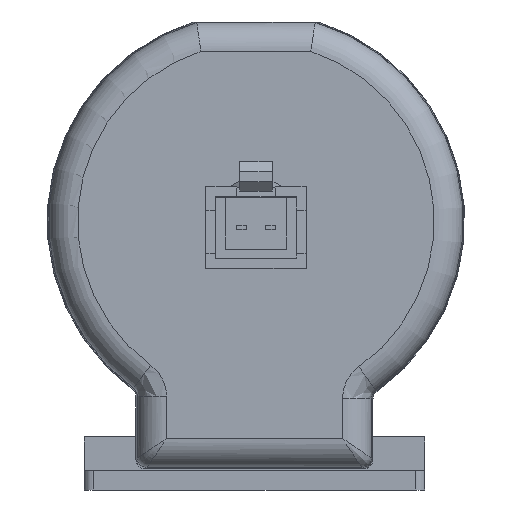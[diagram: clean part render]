
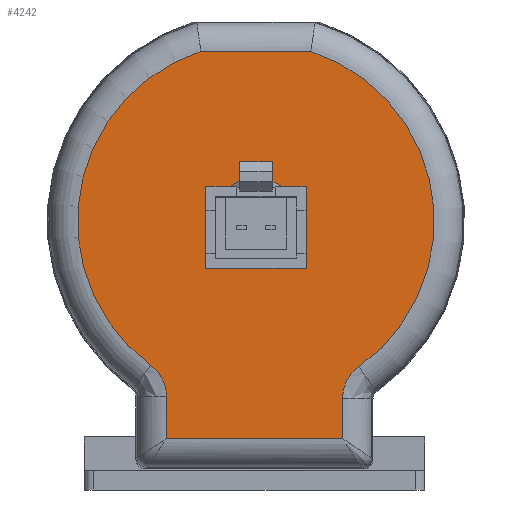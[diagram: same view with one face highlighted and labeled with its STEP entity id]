
A CAD part, left-side view. The second image highlights one B-rep face of the part: STEP entity #4242.
In plain terms, the highlighted planar face has unit normal (-1, 0, 0).
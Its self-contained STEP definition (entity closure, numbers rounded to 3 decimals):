
#2256=B_SPLINE_CURVE_WITH_KNOTS('',3,(#24234,#24235,#24236,#24237,#24238,
#24239,#24240,#24241),.UNSPECIFIED.,.F.,.F.,(4,2,2,4),(0.,0.281,
0.64,1.),.UNSPECIFIED.);
#2259=B_SPLINE_CURVE_WITH_KNOTS('',3,(#24265,#24266,#24267,#24268,#24269,
#24270,#24271,#24272),.UNSPECIFIED.,.F.,.F.,(4,2,2,4),(0.,0.293,
0.647,1.),.UNSPECIFIED.);
#2481=FACE_BOUND('',#6071,.T.);
#2482=FACE_BOUND('',#6072,.T.);
#3467=CIRCLE('',#15538,4.462);
#3469=CIRCLE('',#15542,18.476);
#3473=CIRCLE('',#15547,18.476);
#4242=ADVANCED_FACE('',(#2481,#2482),#4731,.T.);
#4731=PLANE('',#15558);
#6071=EDGE_LOOP('',(#8878));
#6072=EDGE_LOOP('',(#8879,#8880,#8881,#8882,#8883,#8884,#8885,#8886));
#8878=ORIENTED_EDGE('',*,*,#12371,.F.);
#8879=ORIENTED_EDGE('',*,*,#12383,.T.);
#8880=ORIENTED_EDGE('',*,*,#12376,.T.);
#8881=ORIENTED_EDGE('',*,*,#12379,.T.);
#8882=ORIENTED_EDGE('',*,*,#12385,.T.);
#8883=ORIENTED_EDGE('',*,*,#12391,.T.);
#8884=ORIENTED_EDGE('',*,*,#12401,.T.);
#8885=ORIENTED_EDGE('',*,*,#12395,.T.);
#8886=ORIENTED_EDGE('',*,*,#12389,.T.);
#10783=VERTEX_POINT('',#24162);
#10788=VERTEX_POINT('',#24196);
#10789=VERTEX_POINT('',#24198);
#10791=VERTEX_POINT('',#24221);
#10792=VERTEX_POINT('',#24226);
#10795=VERTEX_POINT('',#24233);
#10796=VERTEX_POINT('',#24259);
#10799=VERTEX_POINT('',#24302);
#10800=VERTEX_POINT('',#24320);
#12371=EDGE_CURVE('',#10783,#10783,#3467,.T.);
#12376=EDGE_CURVE('',#10789,#10788,#13603,.T.);
#12379=EDGE_CURVE('',#10788,#10791,#3469,.T.);
#12383=EDGE_CURVE('',#10792,#10789,#3473,.T.);
#12385=EDGE_CURVE('',#10791,#10795,#2256,.T.);
#12389=EDGE_CURVE('',#10796,#10792,#2259,.T.);
#12391=EDGE_CURVE('',#10795,#10799,#13604,.T.);
#12395=EDGE_CURVE('',#10800,#10796,#13607,.T.);
#12401=EDGE_CURVE('',#10799,#10800,#13609,.T.);
#13603=LINE('',#24197,#14469);
#13604=LINE('',#24303,#14470);
#13607=LINE('',#24323,#14473);
#13609=LINE('',#24378,#14475);
#14469=VECTOR('',#18505,1.);
#14470=VECTOR('',#18528,1.);
#14473=VECTOR('',#18533,1.);
#14475=VECTOR('',#18541,1.);
#15538=AXIS2_PLACEMENT_3D('',#24161,#18500,#18501);
#15542=AXIS2_PLACEMENT_3D('',#24222,#18510,#18511);
#15547=AXIS2_PLACEMENT_3D('',#24229,#18520,#18521);
#15558=AXIS2_PLACEMENT_3D('',#24432,#18552,#18553);
#18500=DIRECTION('',(-1.,0.,0.));
#18501=DIRECTION('',(0.,0.,1.));
#18505=DIRECTION('',(0.,1.,0.));
#18510=DIRECTION('',(-1.,0.,0.));
#18511=DIRECTION('',(0.,0.,1.));
#18520=DIRECTION('',(-1.,0.,0.));
#18521=DIRECTION('',(0.,0.,1.));
#18528=DIRECTION('',(0.,0.,-1.));
#18533=DIRECTION('',(0.,0.,1.));
#18541=DIRECTION('',(0.,-1.,0.));
#18552=DIRECTION('',(-1.,0.,0.));
#18553=DIRECTION('',(0.,-1.,0.));
#24161=CARTESIAN_POINT('',(-49.,550.,-0.056));
#24162=CARTESIAN_POINT('',(-49.,550.,4.406));
#24196=CARTESIAN_POINT('',(-49.,555.681,17.525));
#24197=CARTESIAN_POINT('',(-49.,553.962,17.525));
#24198=CARTESIAN_POINT('',(-49.,544.319,17.525));
#24221=CARTESIAN_POINT('',(-49.,560.914,-14.965));
#24222=CARTESIAN_POINT('',(-49.,550.,-0.056));
#24226=CARTESIAN_POINT('',(-49.,539.333,-15.142));
#24229=CARTESIAN_POINT('',(-49.,550.,-0.056));
#24233=CARTESIAN_POINT('',(-49.,559.276,-18.192));
#24234=CARTESIAN_POINT('',(-49.,560.914,-14.965));
#24235=CARTESIAN_POINT('',(-49.,560.63,-15.172));
#24236=CARTESIAN_POINT('',(-49.,560.372,-15.419));
#24237=CARTESIAN_POINT('',(-49.,559.873,-16.043));
#24238=CARTESIAN_POINT('',(-49.,559.65,-16.446));
#24239=CARTESIAN_POINT('',(-49.,559.354,-17.291));
#24240=CARTESIAN_POINT('',(-49.,559.276,-17.745));
#24241=CARTESIAN_POINT('',(-49.,559.276,-18.192));
#24259=CARTESIAN_POINT('',(-49.,541.024,-18.408));
#24265=CARTESIAN_POINT('',(-49.,541.024,-18.408));
#24266=CARTESIAN_POINT('',(-49.,541.024,-18.035));
#24267=CARTESIAN_POINT('',(-49.,540.97,-17.659));
#24268=CARTESIAN_POINT('',(-49.,540.743,-16.87));
#24269=CARTESIAN_POINT('',(-49.,540.543,-16.456));
#24270=CARTESIAN_POINT('',(-49.,540.024,-15.726));
#24271=CARTESIAN_POINT('',(-49.,539.699,-15.401));
#24272=CARTESIAN_POINT('',(-49.,539.333,-15.142));
#24302=CARTESIAN_POINT('',(-49.,559.276,-22.582));
#24303=CARTESIAN_POINT('',(-49.,559.276,-0.056));
#24320=CARTESIAN_POINT('',(-49.,541.024,-22.582));
#24323=CARTESIAN_POINT('',(-49.,541.024,-18.395));
#24378=CARTESIAN_POINT('',(-49.,539.05,-22.582));
#24432=CARTESIAN_POINT('',(-49.,550.,-0.056));
